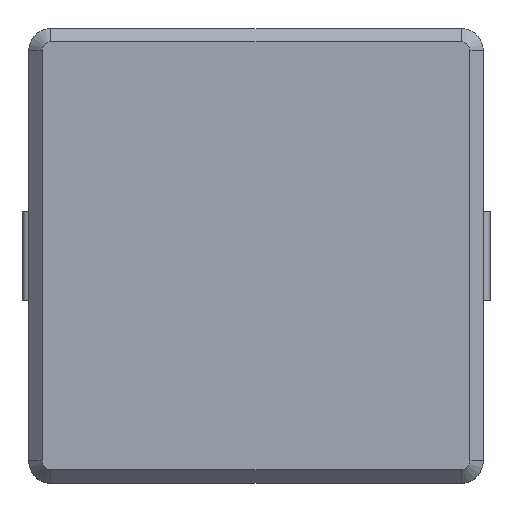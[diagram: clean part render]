
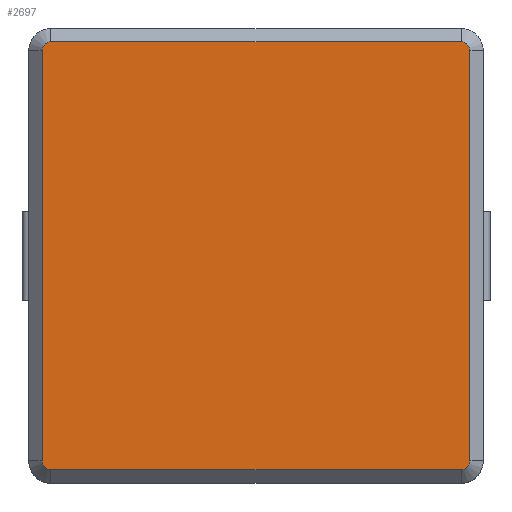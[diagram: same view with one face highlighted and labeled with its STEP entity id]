
A CAD part, top view. The second image highlights one B-rep face of the part: STEP entity #2697.
In plain terms, the highlighted planar face has unit normal (0, 0, 1).
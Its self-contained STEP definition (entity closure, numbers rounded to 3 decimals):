
#183 = CARTESIAN_POINT ( 'NONE',  ( -4.6, -4.6, 4.7 ) ) ;
#265 = VECTOR ( 'NONE', #5266, 1000. ) ;
#302 = CIRCLE ( 'NONE', #6770, 0.2 ) ;
#653 = AXIS2_PLACEMENT_3D ( 'NONE', #5178, #10895, #6276 ) ;
#885 = VECTOR ( 'NONE', #12102, 1000. ) ;
#1797 = DIRECTION ( 'NONE',  ( -1., 0., 0. ) ) ;
#2630 = ORIENTED_EDGE ( 'NONE', *, *, #10897, .T. ) ;
#2697 = ADVANCED_FACE ( 'NONE', ( #12987 ), #11821, .F. ) ;
#2893 = CARTESIAN_POINT ( 'NONE',  ( 4.6, 4.6, 4.7 ) ) ;
#3083 = CARTESIAN_POINT ( 'NONE',  ( 0., -4.8, 4.7 ) ) ;
#3136 = VERTEX_POINT ( 'NONE', #12475 ) ;
#3240 = CIRCLE ( 'NONE', #6458, 0.2 ) ;
#3595 = CARTESIAN_POINT ( 'NONE',  ( 4.6, -4.8, 4.7 ) ) ;
#4221 = ORIENTED_EDGE ( 'NONE', *, *, #10861, .T. ) ;
#4354 = CIRCLE ( 'NONE', #6848, 0.2 ) ;
#4562 = DIRECTION ( 'NONE',  ( 0., 0., 1. ) ) ;
#4810 = ORIENTED_EDGE ( 'NONE', *, *, #6205, .T. ) ;
#4841 = CARTESIAN_POINT ( 'NONE',  ( -4.6, 4.6, 4.7 ) ) ;
#5000 = CARTESIAN_POINT ( 'NONE',  ( -4.6, -4.8, 4.7 ) ) ;
#5062 = CARTESIAN_POINT ( 'NONE',  ( -4.8, 4.6, 4.7 ) ) ;
#5178 = CARTESIAN_POINT ( 'NONE',  ( 0., 0., 4.7 ) ) ;
#5266 = DIRECTION ( 'NONE',  ( 0., 1., 0. ) ) ;
#5619 = VECTOR ( 'NONE', #10066, 1000. ) ;
#5828 = VERTEX_POINT ( 'NONE', #14401 ) ;
#5851 = DIRECTION ( 'NONE',  ( 0., 0., 1. ) ) ;
#6049 = ORIENTED_EDGE ( 'NONE', *, *, #7142, .T. ) ;
#6205 = EDGE_CURVE ( 'NONE', #13913, #10910, #3240, .T. ) ;
#6260 = CARTESIAN_POINT ( 'NONE',  ( 4.8, 4.6, 4.7 ) ) ;
#6276 = DIRECTION ( 'NONE',  ( -1., 0., 0. ) ) ;
#6458 = AXIS2_PLACEMENT_3D ( 'NONE', #4841, #8335, #9135 ) ;
#6743 = DIRECTION ( 'NONE',  ( 1., 0., 0. ) ) ;
#6770 = AXIS2_PLACEMENT_3D ( 'NONE', #2893, #14634, #1797 ) ;
#6848 = AXIS2_PLACEMENT_3D ( 'NONE', #12019, #5851, #10548 ) ;
#6853 = VERTEX_POINT ( 'NONE', #11999 ) ;
#7142 = EDGE_CURVE ( 'NONE', #13684, #13658, #10023, .T. ) ;
#8139 = VERTEX_POINT ( 'NONE', #6260 ) ;
#8335 = DIRECTION ( 'NONE',  ( 0., 0., 1. ) ) ;
#8420 = ORIENTED_EDGE ( 'NONE', *, *, #11985, .T. ) ;
#9135 = DIRECTION ( 'NONE',  ( -1., 0., 0. ) ) ;
#9407 = ORIENTED_EDGE ( 'NONE', *, *, #14391, .T. ) ;
#9800 = EDGE_CURVE ( 'NONE', #6853, #13913, #12413, .T. ) ;
#10023 = LINE ( 'NONE', #3083, #13779 ) ;
#10066 = DIRECTION ( 'NONE',  ( -1., 0., 0. ) ) ;
#10432 = AXIS2_PLACEMENT_3D ( 'NONE', #183, #4562, #15080 ) ;
#10548 = DIRECTION ( 'NONE',  ( -1., 0., 0. ) ) ;
#10677 = EDGE_LOOP ( 'NONE', ( #8420, #14494, #10993, #4810, #2630, #9407, #6049, #4221 ) ) ;
#10861 = EDGE_CURVE ( 'NONE', #13658, #3136, #4354, .T. ) ;
#10895 = DIRECTION ( 'NONE',  ( 0., 0., -1. ) ) ;
#10897 = EDGE_CURVE ( 'NONE', #10910, #5828, #13426, .T. ) ;
#10910 = VERTEX_POINT ( 'NONE', #5062 ) ;
#10993 = ORIENTED_EDGE ( 'NONE', *, *, #9800, .T. ) ;
#11168 = CARTESIAN_POINT ( 'NONE',  ( 0., 4.8, 4.7 ) ) ;
#11676 = CIRCLE ( 'NONE', #10432, 0.2 ) ;
#11821 = PLANE ( 'NONE',  #653 ) ;
#11985 = EDGE_CURVE ( 'NONE', #3136, #8139, #13466, .T. ) ;
#11999 = CARTESIAN_POINT ( 'NONE',  ( 4.6, 4.8, 4.7 ) ) ;
#12019 = CARTESIAN_POINT ( 'NONE',  ( 4.6, -4.6, 4.7 ) ) ;
#12102 = DIRECTION ( 'NONE',  ( 0., -1., 0. ) ) ;
#12413 = LINE ( 'NONE', #11168, #5619 ) ;
#12475 = CARTESIAN_POINT ( 'NONE',  ( 4.8, -4.6, 4.7 ) ) ;
#12958 = CARTESIAN_POINT ( 'NONE',  ( -4.6, 4.8, 4.7 ) ) ;
#12987 = FACE_OUTER_BOUND ( 'NONE', #10677, .T. ) ;
#13426 = LINE ( 'NONE', #14637, #885 ) ;
#13466 = LINE ( 'NONE', #14371, #265 ) ;
#13658 = VERTEX_POINT ( 'NONE', #3595 ) ;
#13684 = VERTEX_POINT ( 'NONE', #5000 ) ;
#13779 = VECTOR ( 'NONE', #6743, 1000. ) ;
#13913 = VERTEX_POINT ( 'NONE', #12958 ) ;
#14371 = CARTESIAN_POINT ( 'NONE',  ( 4.8, 0., 4.7 ) ) ;
#14391 = EDGE_CURVE ( 'NONE', #5828, #13684, #11676, .T. ) ;
#14401 = CARTESIAN_POINT ( 'NONE',  ( -4.8, -4.6, 4.7 ) ) ;
#14494 = ORIENTED_EDGE ( 'NONE', *, *, #14777, .T. ) ;
#14634 = DIRECTION ( 'NONE',  ( 0., 0., 1. ) ) ;
#14637 = CARTESIAN_POINT ( 'NONE',  ( -4.8, 0., 4.7 ) ) ;
#14777 = EDGE_CURVE ( 'NONE', #8139, #6853, #302, .T. ) ;
#15080 = DIRECTION ( 'NONE',  ( -1., 0., 0. ) ) ;
